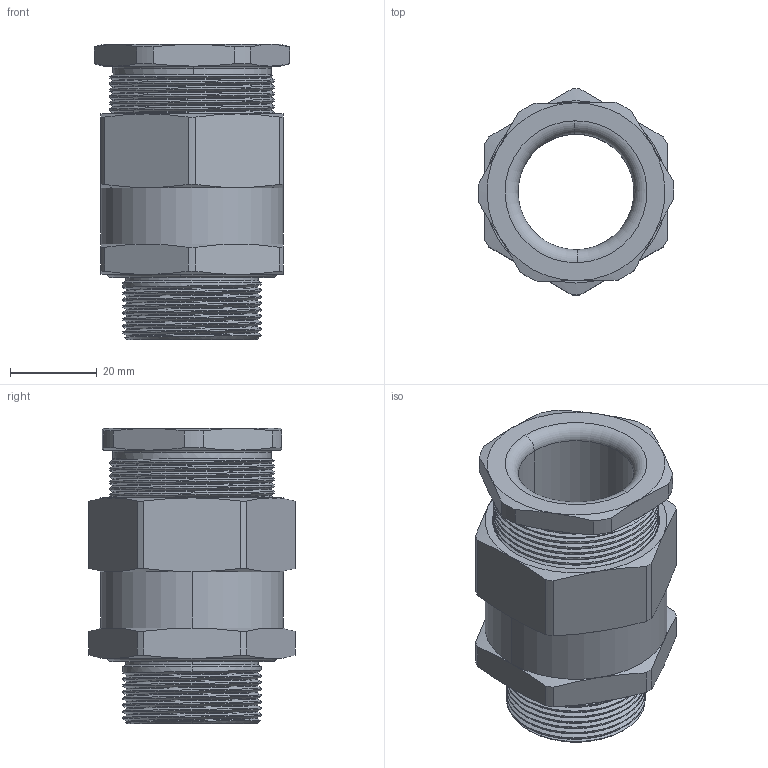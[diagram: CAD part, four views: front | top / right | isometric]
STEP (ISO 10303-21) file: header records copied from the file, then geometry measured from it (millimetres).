
FILE_DESCRIPTION (( 'STEP AP203' ), '1' );
FILE_NAME ('750A111429.STEP', '2022-02-21T12:57:48', ( '' ), ( '' ), 'SwSTEP 2.0', 'SolidWorks 2020', '' );
FILE_SCHEMA (( 'CONFIG_CONTROL_DESIGN' ));
Length unit declared in the file: millimetre
Products named in the file (6): 750A111429; 750A109764; 750A108446; 750A109735; O-Ring for M32_Juks; 750A106979
Assembly tree (5 placements, depth 2):
  750A111429
    750A108446
    750A109735
    750A106979
    750A109764
    O-Ring for M32_Juks
Bounding box: 45.04 x 47.49 x 68 mm (x, y, z)
Volume: 47672.6 mm3; surface area: 32364.1 mm2
Topology: 5 solids, 5 shells, 540 faces, 1426 edges, 929 vertices
Faces by surface type: plane 183, bspline 159, cylinder 133, cone 55, torus 10
Entity records: 30921 total; most frequent: CARTESIAN_POINT 18616, ORIENTED_EDGE 2852, DIRECTION 1773, EDGE_CURVE 1426, VERTEX_POINT 929, VECTOR 685, LINE 685, EDGE_LOOP 583
